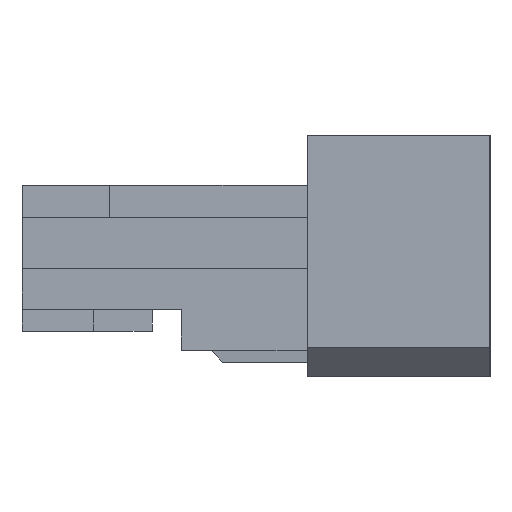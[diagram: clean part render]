
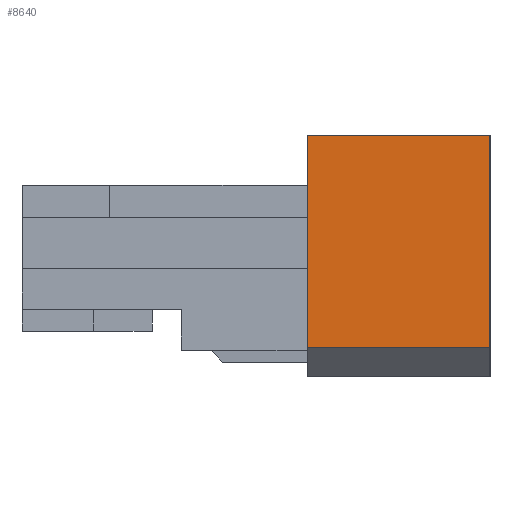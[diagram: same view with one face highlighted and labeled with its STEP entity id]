
A CAD part, left-side view. The second image highlights one B-rep face of the part: STEP entity #8640.
In plain terms, the highlighted planar face has unit normal (-1, 0, 0).
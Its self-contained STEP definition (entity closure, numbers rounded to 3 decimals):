
#8130=CARTESIAN_POINT('',(17.55,-3.6,
4.16));
#8140=VERTEX_POINT('',#8130);
#8170=CARTESIAN_POINT('',(17.55,-4.85,
4.16));
#8180=DIRECTION('',(0.,1.,0.));
#8190=VECTOR('',#8180,1.);
#8200=LINE('',#8170,#8190);
#8210=CARTESIAN_POINT('',(17.55,-4.85,
4.16));
#8220=VERTEX_POINT('',#8210);
#8230=EDGE_CURVE('',#8220,#8140,#8200,.T.);
#8340=CARTESIAN_POINT('',(17.55,-3.06,
5.202));
#8350=DIRECTION('',(1.,-0.,0.));
#8360=DIRECTION('',(0.,1.,0.));
#8370=AXIS2_PLACEMENT_3D('',#8340,#8350,#8360);
#8380=PLANE('',#8370);
#8390=CARTESIAN_POINT('',(17.55,-4.85,
4.16));
#8400=DIRECTION('',(0.,0.,1.));
#8410=VECTOR('',#8400,1.);
#8420=LINE('',#8390,#8410);
#8430=CARTESIAN_POINT('',(17.55,-4.85,
5.61));
#8440=VERTEX_POINT('',#8430);
#8450=EDGE_CURVE('',#8220,#8440,#8420,.T.);
#8460=ORIENTED_EDGE('',*,*,#8450,.T.);
#8470=ORIENTED_EDGE('',*,*,#8230,.F.);
#8480=CARTESIAN_POINT('',(17.55,-3.6,
4.16));
#8490=DIRECTION('',(0.,0.,1.));
#8500=VECTOR('',#8490,1.);
#8510=LINE('',#8480,#8500);
#8520=CARTESIAN_POINT('',(17.55,-3.6,
5.61));
#8530=VERTEX_POINT('',#8520);
#8540=EDGE_CURVE('',#8140,#8530,#8510,.T.);
#8550=ORIENTED_EDGE('',*,*,#8540,.F.);
#8560=CARTESIAN_POINT('',(17.55,-4.85,
5.61));
#8570=DIRECTION('',(0.,1.,0.));
#8580=VECTOR('',#8570,1.);
#8590=LINE('',#8560,#8580);
#8600=EDGE_CURVE('',#8440,#8530,#8590,.T.);
#8610=ORIENTED_EDGE('',*,*,#8600,.T.);
#8620=EDGE_LOOP('',(#8610,#8550,#8470,#8460));
#8630=FACE_OUTER_BOUND('',#8620,.T.);
#8640=ADVANCED_FACE('',(#8630),#8380,.F.);
